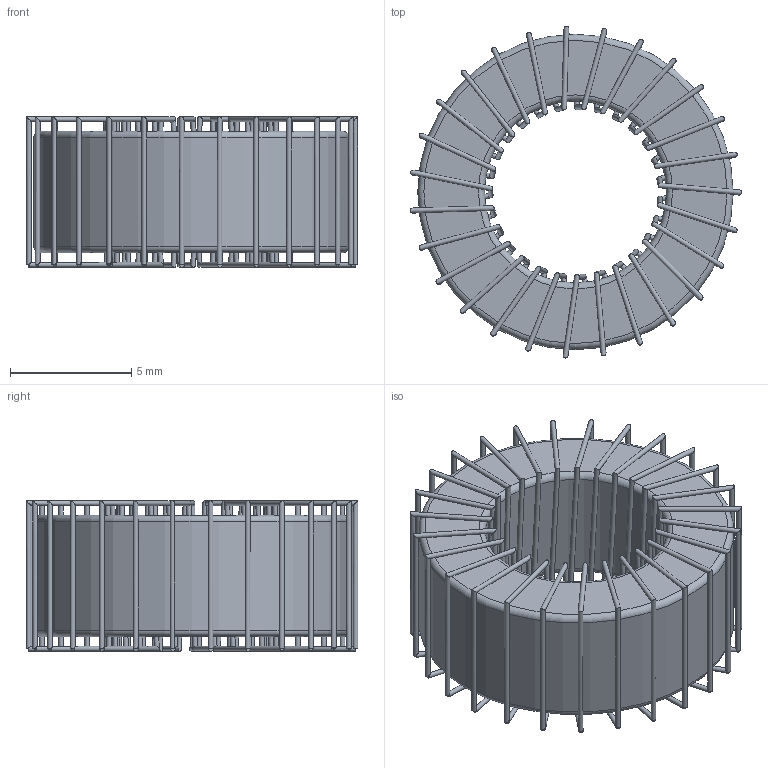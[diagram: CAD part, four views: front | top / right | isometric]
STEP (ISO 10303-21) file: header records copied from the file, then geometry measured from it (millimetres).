
FILE_DESCRIPTION(/* description */ (''),/* implementation_level */ '2;1');
FILE_NAME(/* name */ 'T50-2 v2.step',/* time_stamp */ '2022-01-02T17:12:36-05:00',/* author */ (''),/* organization */ (''),/* preprocessor_version */ 'ST-DEVELOPER v18.1',/* originating_system */ 'Autodesk Translation Framework v10.10.0.1391',/* authorisation */ '');
FILE_SCHEMA (('AUTOMOTIVE_DESIGN { 1 0 10303 214 3 1 1 }'));
Length unit declared in the file: millimetre
Products named in the file (1): T50-2
Bounding box: 13.66 x 13.68 x 6.2 mm (x, y, z)
Volume: 456.7 mm3; surface area: 799.8 mm2
Topology: 4 solids, 4 shells, 180 faces, 597 edges, 425 vertices
Faces by surface type: cylinder 113, plane 58, bspline 5, torus 4
Full cylindrical faces by diameter (mm): 0.2 x108, 7.5 x1, 13 x1
Entity records: 7724 total; most frequent: CARTESIAN_POINT 2260, ORIENTED_EDGE 1194, DIRECTION 1184, EDGE_CURVE 597, AXIS2_PLACEMENT_3D 499, VERTEX_POINT 425, ELLIPSE 243, LINE 186
